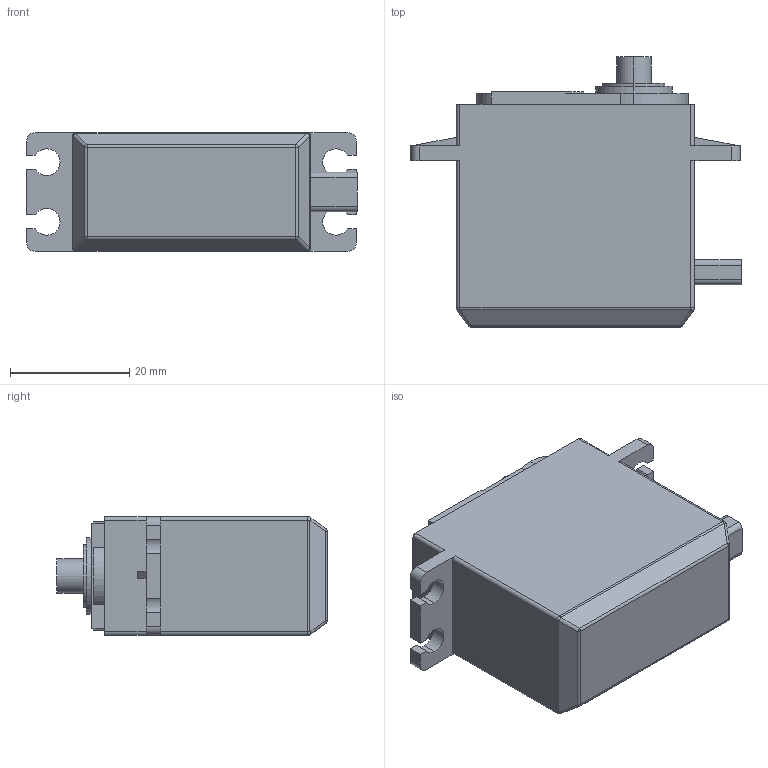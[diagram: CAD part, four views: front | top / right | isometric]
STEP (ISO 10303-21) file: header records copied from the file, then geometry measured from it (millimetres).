
FILE_DESCRIPTION (( 'STEP AP214' ), '1' );
FILE_NAME ('GS-5515MG.STEP', '2020-02-26T16:29:11', ( 'Kurtis' ), ( '' ), 'SwSTEP 2.0', 'SolidWorks 2015', '' );
FILE_SCHEMA (( 'AUTOMOTIVE_DESIGN' ));
Length unit declared in the file: inch
Products named in the file (1): GS-5515MG
Bounding box: 55.52 x 45.35 x 19.96 mm (x, y, z)
Volume: 31596.6 mm3; surface area: 7057 mm2
Topology: 1 solids, 1 shells, 121 faces, 308 edges, 192 vertices
Faces by surface type: plane 60, cylinder 53, sphere 8
Entity records: 3713 total; most frequent: DIRECTION 654, CARTESIAN_POINT 618, ORIENTED_EDGE 608, EDGE_CURVE 304, AXIS2_PLACEMENT_3D 228, VECTOR 198, LINE 198, VERTEX_POINT 192
